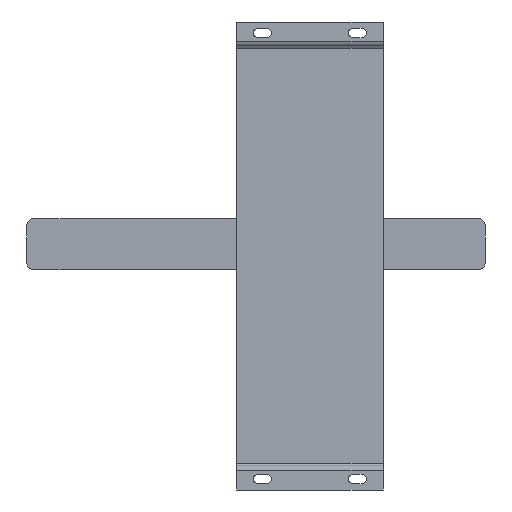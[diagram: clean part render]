
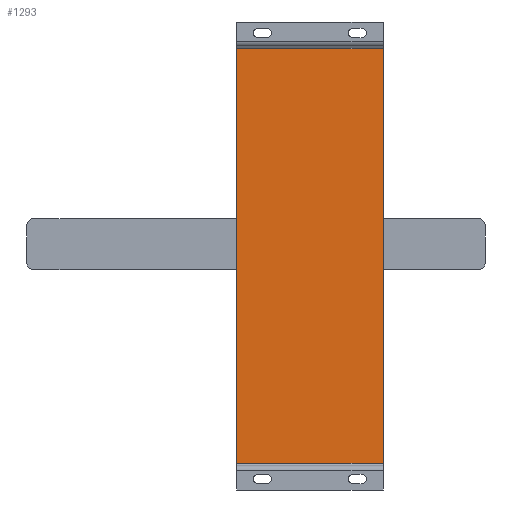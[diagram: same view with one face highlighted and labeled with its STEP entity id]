
A CAD part, front view. The second image highlights one B-rep face of the part: STEP entity #1293.
In plain terms, the highlighted planar face has unit normal (0, -1, 0).
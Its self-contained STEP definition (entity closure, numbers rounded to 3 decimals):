
#114 = LINE ( 'NONE', #515, #2140 ) ;
#115 = CARTESIAN_POINT ( 'NONE',  ( -40., -2., -113.5 ) ) ;
#185 = EDGE_LOOP ( 'NONE', ( #760, #2286, #1469, #2152 ) ) ;
#258 = EDGE_CURVE ( 'NONE', #564, #1497, #114, .T. ) ;
#268 = DIRECTION ( 'NONE',  ( -1., 0., 0. ) ) ;
#448 = CARTESIAN_POINT ( 'NONE',  ( 40., -2., 113.5 ) ) ;
#515 = CARTESIAN_POINT ( 'NONE',  ( 40., -2., -116.5 ) ) ;
#555 = DIRECTION ( 'NONE',  ( 0., 0., 1. ) ) ;
#556 = VERTEX_POINT ( 'NONE', #115 ) ;
#564 = VERTEX_POINT ( 'NONE', #448 ) ;
#575 = FACE_OUTER_BOUND ( 'NONE', #185, .T. ) ;
#586 = EDGE_CURVE ( 'NONE', #1497, #556, #1345, .T. ) ;
#651 = CARTESIAN_POINT ( 'NONE',  ( 40., -2., -113.5 ) ) ;
#682 = DIRECTION ( 'NONE',  ( 0., 0., 1. ) ) ;
#755 = VERTEX_POINT ( 'NONE', #1247 ) ;
#760 = ORIENTED_EDGE ( 'NONE', *, *, #586, .F. ) ;
#776 = DIRECTION ( 'NONE',  ( 1., 0., 0. ) ) ;
#810 = EDGE_CURVE ( 'NONE', #556, #755, #2023, .T. ) ;
#906 = AXIS2_PLACEMENT_3D ( 'NONE', #1460, #2347, #555 ) ;
#1007 = EDGE_CURVE ( 'NONE', #755, #564, #2080, .T. ) ;
#1074 = PLANE ( 'NONE',  #906 ) ;
#1214 = CARTESIAN_POINT ( 'NONE',  ( -40., -2., -116.5 ) ) ;
#1247 = CARTESIAN_POINT ( 'NONE',  ( -40., -2., 113.5 ) ) ;
#1252 = DIRECTION ( 'NONE',  ( 0., 0., -1. ) ) ;
#1293 = ADVANCED_FACE ( 'NONE', ( #575 ), #1074, .F. ) ;
#1345 = LINE ( 'NONE', #651, #2138 ) ;
#1453 = VECTOR ( 'NONE', #682, 1000. ) ;
#1460 = CARTESIAN_POINT ( 'NONE',  ( 0., -2., 0. ) ) ;
#1469 = ORIENTED_EDGE ( 'NONE', *, *, #1007, .F. ) ;
#1497 = VERTEX_POINT ( 'NONE', #2071 ) ;
#1542 = VECTOR ( 'NONE', #776, 1000. ) ;
#2023 = LINE ( 'NONE', #1214, #1453 ) ;
#2054 = CARTESIAN_POINT ( 'NONE',  ( -40., -2., 113.5 ) ) ;
#2071 = CARTESIAN_POINT ( 'NONE',  ( 40., -2., -113.5 ) ) ;
#2080 = LINE ( 'NONE', #2054, #1542 ) ;
#2138 = VECTOR ( 'NONE', #268, 1000. ) ;
#2140 = VECTOR ( 'NONE', #1252, 1000. ) ;
#2152 = ORIENTED_EDGE ( 'NONE', *, *, #810, .F. ) ;
#2286 = ORIENTED_EDGE ( 'NONE', *, *, #258, .F. ) ;
#2347 = DIRECTION ( 'NONE',  ( 0., 1., 0. ) ) ;
